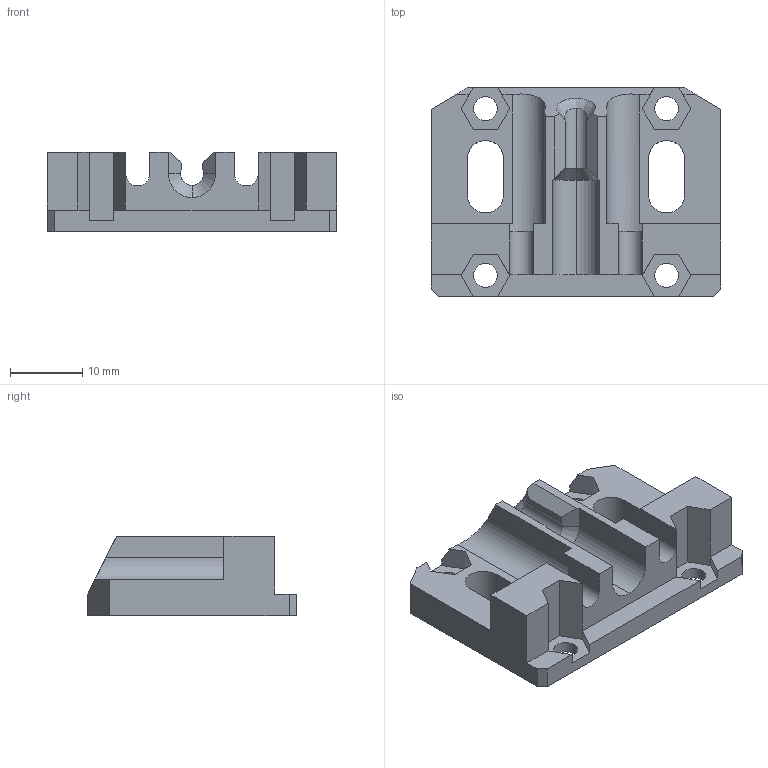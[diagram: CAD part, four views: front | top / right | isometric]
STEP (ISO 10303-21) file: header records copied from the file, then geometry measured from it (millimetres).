
FILE_DESCRIPTION (( 'STEP AP214' ), '1' );
FILE_NAME ('nozzle-mounting.STEP', '2011-10-30T22:11:40', ( 'Owner' ), ( '22ndstreetcomputers.com' ), 'SwSTEP 2.0', 'SolidWorks 2010', '' );
FILE_SCHEMA (( 'AUTOMOTIVE_DESIGN' ));
Length unit declared in the file: millimetre
Products named in the file (1): nozzle-mounting
Bounding box: 40 x 28.8 x 11 mm (x, y, z)
Volume: 6109.7 mm3; surface area: 4068.8 mm2
Topology: 1 solids, 1 shells, 95 faces, 275 edges, 182 vertices
Faces by surface type: plane 72, cylinder 20, cone 2, bspline 1
Entity records: 3291 total; most frequent: CARTESIAN_POINT 718, ORIENTED_EDGE 550, DIRECTION 494, EDGE_CURVE 275, VECTOR 224, LINE 224, VERTEX_POINT 182, AXIS2_PLACEMENT_3D 135
